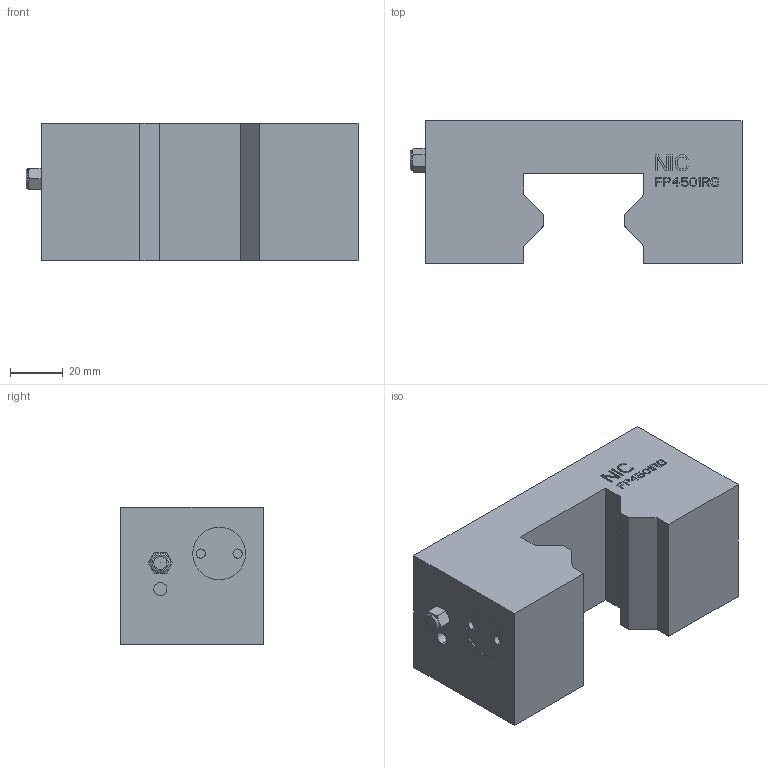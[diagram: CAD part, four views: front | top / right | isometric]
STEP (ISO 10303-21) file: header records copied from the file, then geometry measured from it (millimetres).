
FILE_DESCRIPTION((''),'2;1');
FILE_NAME('FP4501RG','2025-05-18T21:59:27',('lx'),(''),'CREO PARAMETRIC BY PTC INC, 2018100','CREO PARAMETRIC BY PTC INC, 2018100','');
FILE_SCHEMA(('CONFIG_CONTROL_DESIGN'));
Length unit declared in the file: millimetre
Products named in the file (1): FP4501RG
Bounding box: 126 x 54 x 52 mm (x, y, z)
Volume: 259649.8 mm3; surface area: 35531.5 mm2
Topology: 1 solids, 2 shells, 392 faces, 1041 edges, 689 vertices
Faces by surface type: plane 326, cylinder 46, cone 16, torus 2, sphere 2
Entity records: 12099 total; most frequent: CARTESIAN_POINT 2234, ORIENTED_EDGE 2078, DIRECTION 1921, EDGE_CURVE 1039, VECTOR 893, LINE 893, VERTEX_POINT 689, AXIS2_PLACEMENT_3D 514
